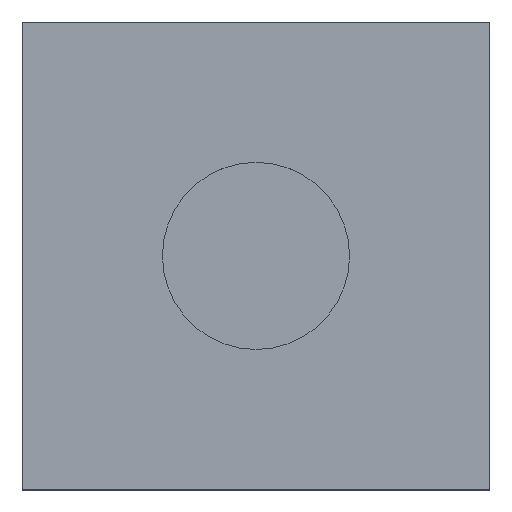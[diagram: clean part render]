
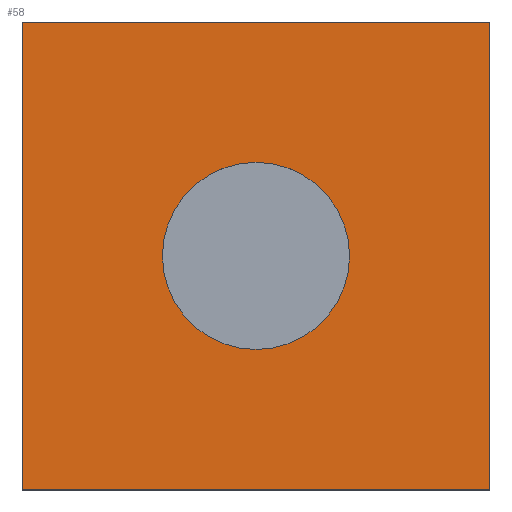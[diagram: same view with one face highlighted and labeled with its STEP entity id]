
A CAD part, top view. The second image highlights one B-rep face of the part: STEP entity #58.
In plain terms, the highlighted planar face has unit normal (0, 0, 1).
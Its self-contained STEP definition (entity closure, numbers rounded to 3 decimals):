
#58=ADVANCED_FACE('',(#130,#132),#134,.T.);
#130=FACE_BOUND('',#131,.T.);
#131=EDGE_LOOP('',(#190,#191,#192,#193));
#132=FACE_BOUND('',#133,.T.);
#133=EDGE_LOOP('',(#194));
#134=PLANE('',#135);
#135=AXIS2_PLACEMENT_3D('',#136,#137,#138);
#136=CARTESIAN_POINT('',(0.,0.,0.8));
#137=DIRECTION('',(0.,0.,1.));
#138=DIRECTION('',(-1.,0.,0.));
#190=ORIENTED_EDGE('',*,*,#218,.T.);
#191=ORIENTED_EDGE('',*,*,#219,.T.);
#192=ORIENTED_EDGE('',*,*,#220,.T.);
#193=ORIENTED_EDGE('',*,*,#221,.T.);
#194=ORIENTED_EDGE('',*,*,#222,.T.);
#218=EDGE_CURVE('',#232,#233,#234,.T.);
#219=EDGE_CURVE('',#233,#235,#236,.T.);
#220=EDGE_CURVE('',#235,#237,#238,.T.);
#221=EDGE_CURVE('',#237,#232,#239,.T.);
#222=EDGE_CURVE('',#240,#240,#241,.F.);
#232=VERTEX_POINT('',#256);
#233=VERTEX_POINT('',#257);
#234=LINE('',#258,#259);
#235=VERTEX_POINT('',#261);
#236=LINE('',#262,#263);
#237=VERTEX_POINT('',#265);
#238=LINE('',#266,#267);
#239=LINE('',#269,#270);
#240=VERTEX_POINT('',#272);
#241=CIRCLE('',#273,1.);
#256=CARTESIAN_POINT('',(-5.,0.,0.8));
#257=CARTESIAN_POINT('',(-5.,-5.,0.8));
#258=CARTESIAN_POINT('',(-5.,0.,0.8));
#259=VECTOR('',#260,1.);
#260=DIRECTION('',(0.,-1.,0.));
#261=CARTESIAN_POINT('',(0.,-5.,0.8));
#262=CARTESIAN_POINT('',(-5.,-5.,0.8));
#263=VECTOR('',#264,1.);
#264=DIRECTION('',(1.,0.,0.));
#265=CARTESIAN_POINT('',(0.,0.,0.8));
#266=CARTESIAN_POINT('',(0.,-5.,0.8));
#267=VECTOR('',#268,1.);
#268=DIRECTION('',(0.,1.,0.));
#269=CARTESIAN_POINT('',(0.,0.,0.8));
#270=VECTOR('',#271,1.);
#271=DIRECTION('',(-1.,0.,0.));
#272=CARTESIAN_POINT('',(-3.5,-2.5,0.8));
#273=AXIS2_PLACEMENT_3D('',#274,#275,#276);
#274=CARTESIAN_POINT('',(-2.5,-2.5,0.8));
#275=DIRECTION('',(0.,0.,1.));
#276=DIRECTION('',(-1.,0.,0.));
